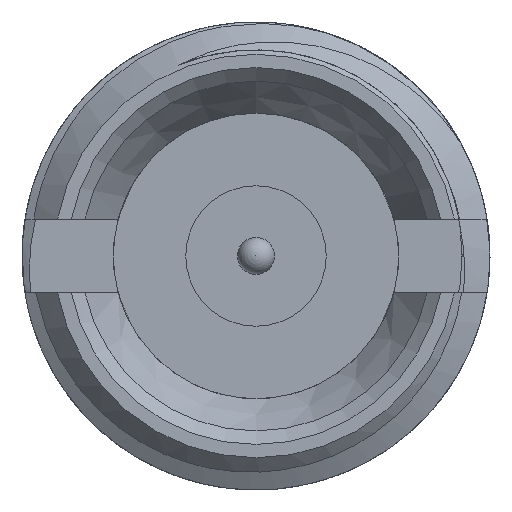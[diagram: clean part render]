
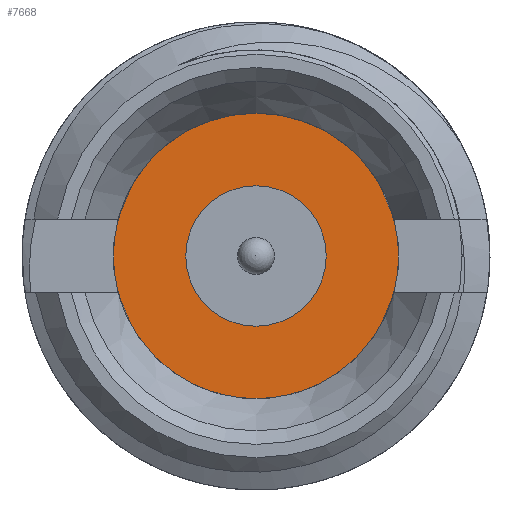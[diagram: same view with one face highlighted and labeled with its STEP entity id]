
A CAD part, left-side view. The second image highlights one B-rep face of the part: STEP entity #7668.
In plain terms, the highlighted planar face has unit normal (-1, 0, 0).
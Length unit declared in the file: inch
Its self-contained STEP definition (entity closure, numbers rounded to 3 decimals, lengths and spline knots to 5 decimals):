
#26 = DIRECTION ( 'NONE',  ( 0., 0., 1. ) ) ;
#107 = DIRECTION ( 'NONE',  ( 1., 0., 0. ) ) ;
#211 = EDGE_CURVE ( 'NONE', #4805, #4805, #8444, .T. ) ;
#612 = ORIENTED_EDGE ( 'NONE', *, *, #211, .F. ) ;
#997 = AXIS2_PLACEMENT_3D ( 'NONE', #6045, #1347, #26 ) ;
#1219 = EDGE_LOOP ( 'NONE', ( #612 ) ) ;
#1347 = DIRECTION ( 'NONE',  ( -1., 0., 0. ) ) ;
#1355 = EDGE_LOOP ( 'NONE', ( #1864 ) ) ;
#1864 = ORIENTED_EDGE ( 'NONE', *, *, #4785, .T. ) ;
#1981 = CIRCLE ( 'NONE', #3524, 0.0625 ) ;
#2153 = DIRECTION ( 'NONE',  ( 0., 1., 0. ) ) ;
#2554 = AXIS2_PLACEMENT_3D ( 'NONE', #6209, #107, #2153 ) ;
#3130 = FACE_BOUND ( 'NONE', #1219, .T. ) ;
#3346 = CARTESIAN_POINT ( 'NONE',  ( 0.11, 0., 0.0625 ) ) ;
#3524 = AXIS2_PLACEMENT_3D ( 'NONE', #8576, #6503, #6546 ) ;
#4013 = VERTEX_POINT ( 'NONE', #3346 ) ;
#4141 = CARTESIAN_POINT ( 'NONE',  ( 0.11, 0., 0.0285 ) ) ;
#4785 = EDGE_CURVE ( 'NONE', #4013, #4013, #1981, .T. ) ;
#4805 = VERTEX_POINT ( 'NONE', #4141 ) ;
#4807 = PLANE ( 'NONE',  #2554 ) ;
#6045 = CARTESIAN_POINT ( 'NONE',  ( 0.11, 0., 0. ) ) ;
#6209 = CARTESIAN_POINT ( 'NONE',  ( 0.11, 0.01546, 0. ) ) ;
#6503 = DIRECTION ( 'NONE',  ( -1., 0., 0. ) ) ;
#6546 = DIRECTION ( 'NONE',  ( 0., 0., 1. ) ) ;
#7668 = ADVANCED_FACE ( 'NONE', ( #3130, #8236 ), #4807, .F. ) ;
#8236 = FACE_OUTER_BOUND ( 'NONE', #1355, .T. ) ;
#8444 = CIRCLE ( 'NONE', #997, 0.0285 ) ;
#8576 = CARTESIAN_POINT ( 'NONE',  ( 0.11, 0., 0. ) ) ;
